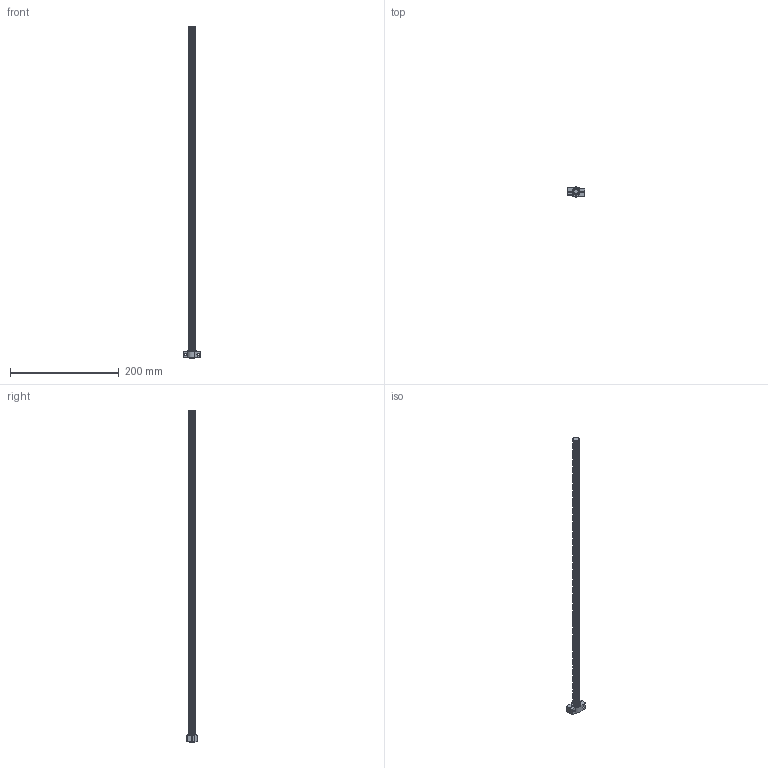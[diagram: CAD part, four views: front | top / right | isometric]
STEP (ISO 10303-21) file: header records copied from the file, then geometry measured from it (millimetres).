
FILE_DESCRIPTION((''),'2;1');
FILE_NAME('THREAD CLAMP SETUP.iam.step','2013-12-08T06:25:15',(''),(''),'Autodesk Inventor 2013','Autodesk Inventor 2013','');
FILE_SCHEMA(('AUTOMOTIVE_DESIGN { 1 0 10303 214 1 1 1 1 }'));
Length unit declared in the file: inch
Products named in the file (3): THREAD CLAMP SETUP; _THREAD CLAMP; 7_16 TORQSPLINE
Assembly tree (3 placements, depth 2):
  THREAD CLAMP SETUP
    _THREAD CLAMP  x2
    7_16 TORQSPLINE
Bounding box: 31.75 x 19.05 x 609.6 mm (x, y, z)
Volume: 53527.3 mm3; surface area: 34824.1 mm2
Topology: 3 solids, 3 shells, 68 faces, 180 edges, 120 vertices
Faces by surface type: plane 34, bspline 24, cylinder 10
Full cylindrical faces by diameter (mm): 3.2 x4
Entity records: 38444 total; most frequent: CARTESIAN_POINT 37228, ORIENTED_EDGE 248, DIRECTION 216, EDGE_CURVE 124, AXIS2_PLACEMENT_3D 87, VERTEX_POINT 84, CIRCLE 58, EDGE_LOOP 54
